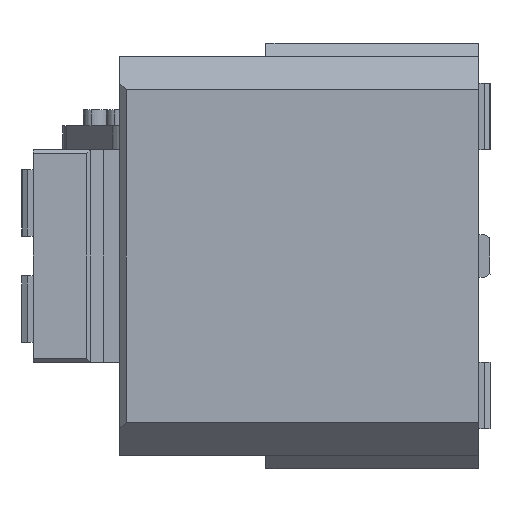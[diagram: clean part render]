
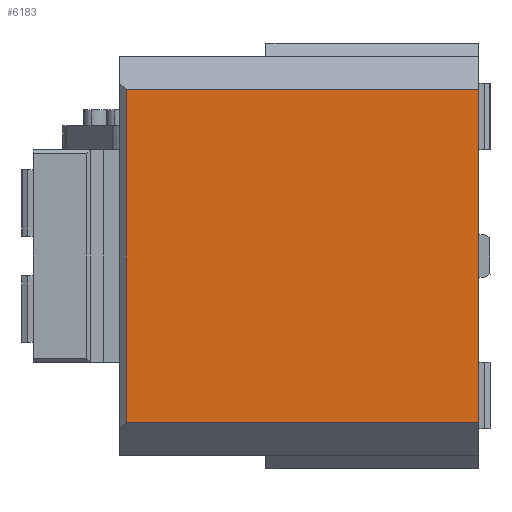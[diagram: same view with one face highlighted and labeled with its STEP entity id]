
A CAD part, left-side view. The second image highlights one B-rep face of the part: STEP entity #6183.
In plain terms, the highlighted planar face has unit normal (-1, 0, 0).
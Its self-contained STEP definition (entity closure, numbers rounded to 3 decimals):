
#4957=CARTESIAN_POINT('Vertex',(0.,0.,125.)) ;
#4960=CARTESIAN_POINT('Line Origine',(0.,0.,0.)) ;
#4964=CARTESIAN_POINT('Vertex',(0.,0.,-125.)) ;
#6144=CARTESIAN_POINT('Vertex',(0.,265.,125.)) ;
#6147=CARTESIAN_POINT('Line Origine',(0.,132.5,125.)) ;
#6160=CARTESIAN_POINT('Axis2P3D Location',(0.,0.,165.)) ;
#6165=CARTESIAN_POINT('Line Origine',(0.,265.,0.)) ;
#6169=CARTESIAN_POINT('Vertex',(0.,265.,-125.)) ;
#6172=CARTESIAN_POINT('Line Origine',(0.,132.5,-125.)) ;
#4961=DIRECTION('Vector Direction',(0.,0.,-1.)) ;
#6148=DIRECTION('Vector Direction',(0.,-1.,0.)) ;
#6161=DIRECTION('Axis2P3D Direction',(-1.,0.,0.)) ;
#6162=DIRECTION('Axis2P3D XDirection',(0.,0.,1.)) ;
#6166=DIRECTION('Vector Direction',(0.,0.,-1.)) ;
#6173=DIRECTION('Vector Direction',(0.,-1.,0.)) ;
#6163=AXIS2_PLACEMENT_3D('Plane Axis2P3D',#6160,#6161,#6162) ;
#6178=ORIENTED_EDGE('',*,*,#6171,.T.) ;
#6179=ORIENTED_EDGE('',*,*,#6176,.T.) ;
#6180=ORIENTED_EDGE('',*,*,#4966,.F.) ;
#6181=ORIENTED_EDGE('',*,*,#6151,.F.) ;
#4962=VECTOR('Line Direction',#4961,1.) ;
#6149=VECTOR('Line Direction',#6148,1.) ;
#6167=VECTOR('Line Direction',#6166,1.) ;
#6174=VECTOR('Line Direction',#6173,1.) ;
#6183=ADVANCED_FACE('CAM HOLDER',(#6182),#6164,.T.) ;
#4966=EDGE_CURVE('',#4958,#4965,#4963,.T.) ;
#6151=EDGE_CURVE('',#6145,#4958,#6150,.T.) ;
#6171=EDGE_CURVE('',#6145,#6170,#6168,.T.) ;
#6176=EDGE_CURVE('',#6170,#4965,#6175,.T.) ;
#6177=EDGE_LOOP('',(#6178,#6179,#6180,#6181)) ;
#6182=FACE_OUTER_BOUND('',#6177,.T.) ;
#4963=LINE('Line',#4960,#4962) ;
#6150=LINE('Line',#6147,#6149) ;
#6168=LINE('Line',#6165,#6167) ;
#6175=LINE('Line',#6172,#6174) ;
#6164=PLANE('Plane',#6163) ;
#4958=VERTEX_POINT('',#4957) ;
#4965=VERTEX_POINT('',#4964) ;
#6145=VERTEX_POINT('',#6144) ;
#6170=VERTEX_POINT('',#6169) ;
